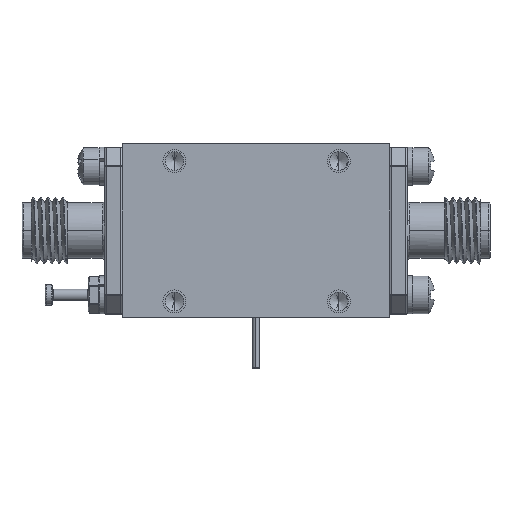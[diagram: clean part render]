
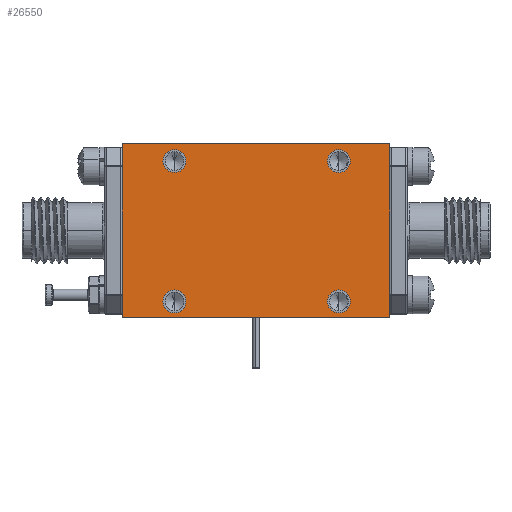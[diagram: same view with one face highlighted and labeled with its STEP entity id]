
A CAD part, front view. The second image highlights one B-rep face of the part: STEP entity #26550.
In plain terms, the highlighted planar face has unit normal (0, -1, 0).
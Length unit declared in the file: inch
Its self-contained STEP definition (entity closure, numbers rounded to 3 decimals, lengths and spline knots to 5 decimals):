
#302 = VERTEX_POINT ( 'NONE', #20147 ) ;
#396 = DIRECTION ( 'NONE',  ( 0., -1., 0. ) ) ;
#1305 = CIRCLE ( 'NONE', #33622, 0.043 ) ;
#1413 = FACE_OUTER_BOUND ( 'NONE', #13592, .T. ) ;
#1685 = CARTESIAN_POINT ( 'NONE',  ( -0.305, 0., 0.26 ) ) ;
#1918 = DIRECTION ( 'NONE',  ( 0., -1., 0. ) ) ;
#2029 = EDGE_CURVE ( 'NONE', #33659, #302, #35231, .T. ) ;
#2515 = CARTESIAN_POINT ( 'NONE',  ( 0.5, 0., -0.325 ) ) ;
#2554 = LINE ( 'NONE', #17648, #28297 ) ;
#2632 = CIRCLE ( 'NONE', #8126, 0.043 ) ;
#2640 = EDGE_LOOP ( 'NONE', ( #30946, #24786 ) ) ;
#3025 = ORIENTED_EDGE ( 'NONE', *, *, #17492, .F. ) ;
#3363 = ORIENTED_EDGE ( 'NONE', *, *, #47518, .F. ) ;
#4292 = ORIENTED_EDGE ( 'NONE', *, *, #33157, .F. ) ;
#4660 = CARTESIAN_POINT ( 'NONE',  ( -0.5, 0., 0.325 ) ) ;
#5027 = ORIENTED_EDGE ( 'NONE', *, *, #33614, .F. ) ;
#5267 = DIRECTION ( 'NONE',  ( 1., 0., 0. ) ) ;
#5374 = VERTEX_POINT ( 'NONE', #34867 ) ;
#6621 = DIRECTION ( 'NONE',  ( 0., -1., 0. ) ) ;
#6952 = DIRECTION ( 'NONE',  ( 0., 0., 1. ) ) ;
#7431 = DIRECTION ( 'NONE',  ( 0., 0., -1. ) ) ;
#8126 = AXIS2_PLACEMENT_3D ( 'NONE', #27859, #1918, #47131 ) ;
#8185 = VERTEX_POINT ( 'NONE', #32294 ) ;
#8323 = CARTESIAN_POINT ( 'NONE',  ( 0., 0., 0. ) ) ;
#8851 = DIRECTION ( 'NONE',  ( 0., -1., 0. ) ) ;
#9466 = VERTEX_POINT ( 'NONE', #24560 ) ;
#9570 = DIRECTION ( 'NONE',  ( 0., 0., -1. ) ) ;
#9885 = AXIS2_PLACEMENT_3D ( 'NONE', #22754, #45290, #7431 ) ;
#11524 = VECTOR ( 'NONE', #35027, 39.37008 ) ;
#11945 = VERTEX_POINT ( 'NONE', #4660 ) ;
#13162 = LINE ( 'NONE', #38873, #36942 ) ;
#13255 = DIRECTION ( 'NONE',  ( 0., -1., 0. ) ) ;
#13592 = EDGE_LOOP ( 'NONE', ( #3025, #42956, #34441, #4292 ) ) ;
#14637 = EDGE_LOOP ( 'NONE', ( #3363, #30531 ) ) ;
#15077 = CIRCLE ( 'NONE', #17458, 0.043 ) ;
#16497 = DIRECTION ( 'NONE',  ( 0., 1., 0. ) ) ;
#17188 = AXIS2_PLACEMENT_3D ( 'NONE', #28188, #396, #35072 ) ;
#17458 = AXIS2_PLACEMENT_3D ( 'NONE', #1685, #8851, #9570 ) ;
#17492 = EDGE_CURVE ( 'NONE', #26889, #8185, #47003, .T. ) ;
#17648 = CARTESIAN_POINT ( 'NONE',  ( -0.5, 0., -0.325 ) ) ;
#17753 = EDGE_CURVE ( 'NONE', #9466, #11945, #2554, .T. ) ;
#18369 = AXIS2_PLACEMENT_3D ( 'NONE', #30109, #22485, #41290 ) ;
#19719 = FACE_BOUND ( 'NONE', #2640, .T. ) ;
#19957 = FACE_BOUND ( 'NONE', #37939, .T. ) ;
#20044 = LINE ( 'NONE', #39042, #11524 ) ;
#20147 = CARTESIAN_POINT ( 'NONE',  ( 0.31, 0., -0.308 ) ) ;
#20412 = VERTEX_POINT ( 'NONE', #22033 ) ;
#20498 = CIRCLE ( 'NONE', #26022, 0.043 ) ;
#20837 = CIRCLE ( 'NONE', #28715, 0.043 ) ;
#20989 = DIRECTION ( 'NONE',  ( 0., 0., -1. ) ) ;
#22033 = CARTESIAN_POINT ( 'NONE',  ( -0.305, 0., -0.222 ) ) ;
#22485 = DIRECTION ( 'NONE',  ( 0., -1., 0. ) ) ;
#22754 = CARTESIAN_POINT ( 'NONE',  ( 0.31, 0., -0.265 ) ) ;
#23894 = CARTESIAN_POINT ( 'NONE',  ( -0.305, 0., 0.26 ) ) ;
#24560 = CARTESIAN_POINT ( 'NONE',  ( -0.5, 0., -0.325 ) ) ;
#24786 = ORIENTED_EDGE ( 'NONE', *, *, #47363, .F. ) ;
#24951 = EDGE_CURVE ( 'NONE', #40485, #30767, #15077, .T. ) ;
#25160 = VERTEX_POINT ( 'NONE', #41397 ) ;
#25352 = CARTESIAN_POINT ( 'NONE',  ( -0.305, 0., 0.303 ) ) ;
#25866 = ORIENTED_EDGE ( 'NONE', *, *, #2029, .F. ) ;
#26022 = AXIS2_PLACEMENT_3D ( 'NONE', #36724, #6621, #20989 ) ;
#26550 = ADVANCED_FACE ( 'NONE', ( #19957, #19719, #38454, #31739, #1413 ), #35189, .F. ) ;
#26552 = CARTESIAN_POINT ( 'NONE',  ( 0.5, 0., 0.325 ) ) ;
#26889 = VERTEX_POINT ( 'NONE', #26552 ) ;
#27824 = DIRECTION ( 'NONE',  ( 0., 0., 1. ) ) ;
#27859 = CARTESIAN_POINT ( 'NONE',  ( -0.305, 0., -0.265 ) ) ;
#28145 = EDGE_CURVE ( 'NONE', #302, #33659, #42265, .T. ) ;
#28188 = CARTESIAN_POINT ( 'NONE',  ( 0.31, 0., -0.265 ) ) ;
#28297 = VECTOR ( 'NONE', #6952, 39.37008 ) ;
#28307 = DIRECTION ( 'NONE',  ( 0., 0., -1. ) ) ;
#28590 = CIRCLE ( 'NONE', #18369, 0.043 ) ;
#28715 = AXIS2_PLACEMENT_3D ( 'NONE', #23894, #13255, #28307 ) ;
#30109 = CARTESIAN_POINT ( 'NONE',  ( -0.305, 0., -0.265 ) ) ;
#30531 = ORIENTED_EDGE ( 'NONE', *, *, #24951, .F. ) ;
#30767 = VERTEX_POINT ( 'NONE', #45999 ) ;
#30946 = ORIENTED_EDGE ( 'NONE', *, *, #31495, .F. ) ;
#31495 = EDGE_CURVE ( 'NONE', #25160, #20412, #2632, .T. ) ;
#31536 = ORIENTED_EDGE ( 'NONE', *, *, #44374, .F. ) ;
#31739 = FACE_BOUND ( 'NONE', #42387, .T. ) ;
#32294 = CARTESIAN_POINT ( 'NONE',  ( 0.5, 0., -0.325 ) ) ;
#32634 = DIRECTION ( 'NONE',  ( 0., -1., 0. ) ) ;
#33157 = EDGE_CURVE ( 'NONE', #8185, #9466, #20044, .T. ) ;
#33614 = EDGE_CURVE ( 'NONE', #46353, #5374, #1305, .T. ) ;
#33622 = AXIS2_PLACEMENT_3D ( 'NONE', #39581, #32634, #47263 ) ;
#33659 = VERTEX_POINT ( 'NONE', #48002 ) ;
#34441 = ORIENTED_EDGE ( 'NONE', *, *, #17753, .F. ) ;
#34867 = CARTESIAN_POINT ( 'NONE',  ( 0.31, 0., 0.303 ) ) ;
#35027 = DIRECTION ( 'NONE',  ( -1., 0., 0. ) ) ;
#35072 = DIRECTION ( 'NONE',  ( 0., 0., -1. ) ) ;
#35189 = PLANE ( 'NONE',  #47632 ) ;
#35231 = CIRCLE ( 'NONE', #17188, 0.043 ) ;
#36056 = EDGE_CURVE ( 'NONE', #11945, #26889, #13162, .T. ) ;
#36059 = DIRECTION ( 'NONE',  ( 0., 0., -1. ) ) ;
#36266 = VECTOR ( 'NONE', #36059, 39.37008 ) ;
#36724 = CARTESIAN_POINT ( 'NONE',  ( 0.31, 0., 0.26 ) ) ;
#36942 = VECTOR ( 'NONE', #5267, 39.37008 ) ;
#37939 = EDGE_LOOP ( 'NONE', ( #44160, #25866 ) ) ;
#38454 = FACE_BOUND ( 'NONE', #14637, .T. ) ;
#38873 = CARTESIAN_POINT ( 'NONE',  ( -0.5, 0., 0.325 ) ) ;
#39042 = CARTESIAN_POINT ( 'NONE',  ( -0.5, 0., -0.325 ) ) ;
#39581 = CARTESIAN_POINT ( 'NONE',  ( 0.31, 0., 0.26 ) ) ;
#40485 = VERTEX_POINT ( 'NONE', #25352 ) ;
#41290 = DIRECTION ( 'NONE',  ( 0., 0., -1. ) ) ;
#41397 = CARTESIAN_POINT ( 'NONE',  ( -0.305, 0., -0.308 ) ) ;
#42265 = CIRCLE ( 'NONE', #9885, 0.043 ) ;
#42387 = EDGE_LOOP ( 'NONE', ( #5027, #31536 ) ) ;
#42956 = ORIENTED_EDGE ( 'NONE', *, *, #36056, .F. ) ;
#44160 = ORIENTED_EDGE ( 'NONE', *, *, #28145, .F. ) ;
#44374 = EDGE_CURVE ( 'NONE', #5374, #46353, #20498, .T. ) ;
#45290 = DIRECTION ( 'NONE',  ( 0., -1., 0. ) ) ;
#45483 = CARTESIAN_POINT ( 'NONE',  ( 0.31, 0., 0.217 ) ) ;
#45999 = CARTESIAN_POINT ( 'NONE',  ( -0.305, 0., 0.217 ) ) ;
#46353 = VERTEX_POINT ( 'NONE', #45483 ) ;
#47003 = LINE ( 'NONE', #2515, #36266 ) ;
#47131 = DIRECTION ( 'NONE',  ( 0., 0., -1. ) ) ;
#47263 = DIRECTION ( 'NONE',  ( 0., 0., -1. ) ) ;
#47363 = EDGE_CURVE ( 'NONE', #20412, #25160, #28590, .T. ) ;
#47518 = EDGE_CURVE ( 'NONE', #30767, #40485, #20837, .T. ) ;
#47632 = AXIS2_PLACEMENT_3D ( 'NONE', #8323, #16497, #27824 ) ;
#48002 = CARTESIAN_POINT ( 'NONE',  ( 0.31, 0., -0.222 ) ) ;
